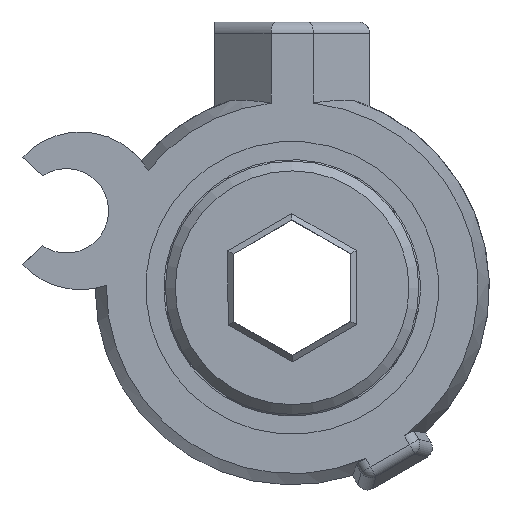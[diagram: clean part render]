
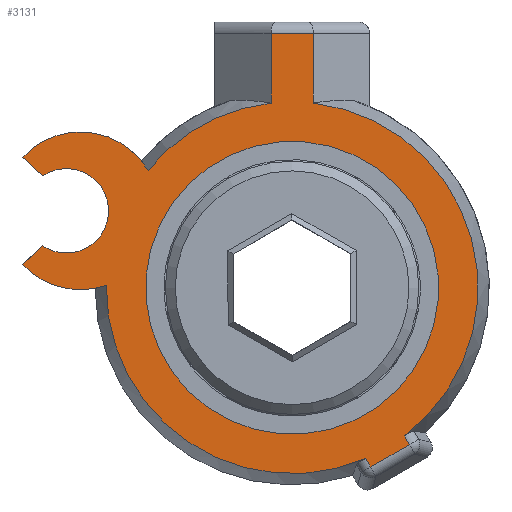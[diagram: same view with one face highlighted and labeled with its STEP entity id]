
A CAD part, front view. The second image highlights one B-rep face of the part: STEP entity #3131.
In plain terms, the highlighted planar face has unit normal (0, -1, 0).
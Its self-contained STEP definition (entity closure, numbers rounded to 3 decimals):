
#155=FACE_BOUND('',#537,.T.);
#209=PLANE('',#3444);
#347=FACE_OUTER_BOUND('',#536,.T.);
#536=EDGE_LOOP('',(#2605,#2606,#2607,#2608,#2609,#2610,#2611,#2612,#2613,
#2614,#2615,#2616,#2617,#2618));
#537=EDGE_LOOP('',(#2619));
#673=LINE('',#4572,#895);
#758=LINE('',#4968,#980);
#807=LINE('',#5200,#1029);
#814=LINE('',#5237,#1036);
#817=LINE('',#5253,#1039);
#829=LINE('',#5310,#1051);
#830=LINE('',#5311,#1052);
#831=LINE('',#5312,#1053);
#895=VECTOR('',#3602,10.);
#980=VECTOR('',#3893,10.);
#1029=VECTOR('',#4120,10.);
#1036=VECTOR('',#4147,10.);
#1039=VECTOR('',#4152,10.);
#1051=VECTOR('',#4214,10.);
#1052=VECTOR('',#4215,10.);
#1053=VECTOR('',#4216,10.);
#1141=CIRCLE('',#3242,2.8);
#1143=CIRCLE('',#3246,2.8);
#1145=CIRCLE('',#3250,1.5);
#1196=CIRCLE('',#3436,6.6);
#1197=CIRCLE('',#3439,6.6);
#1198=CIRCLE('',#3442,6.6);
#1199=CIRCLE('',#3445,5.2);
#1267=VERTEX_POINT('',#4569);
#1268=VERTEX_POINT('',#4571);
#1301=VERTEX_POINT('',#4642);
#1310=VERTEX_POINT('',#4679);
#1311=VERTEX_POINT('',#4684);
#1313=VERTEX_POINT('',#4692);
#1385=VERTEX_POINT('',#4961);
#1387=VERTEX_POINT('',#4967);
#1439=VERTEX_POINT('',#5167);
#1443=VERTEX_POINT('',#5192);
#1455=VERTEX_POINT('',#5226);
#1456=VERTEX_POINT('',#5240);
#1460=VERTEX_POINT('',#5294);
#1461=VERTEX_POINT('',#5306);
#1462=VERTEX_POINT('',#5313);
#1567=EDGE_CURVE('',#1267,#1268,#673,.T.);
#1602=EDGE_CURVE('',#1268,#1301,#1141,.T.);
#1614=EDGE_CURVE('',#1310,#1311,#1143,.T.);
#1619=EDGE_CURVE('',#1267,#1313,#1145,.T.);
#1731=EDGE_CURVE('',#1387,#1385,#758,.T.);
#1832=EDGE_CURVE('',#1443,#1439,#807,.T.);
#1846=EDGE_CURVE('',#1455,#1443,#814,.T.);
#1850=EDGE_CURVE('',#1439,#1456,#817,.T.);
#1868=EDGE_CURVE('',#1460,#1455,#1196,.T.);
#1870=EDGE_CURVE('',#1456,#1310,#1197,.T.);
#1871=EDGE_CURVE('',#1301,#1461,#1198,.T.);
#1873=EDGE_CURVE('',#1461,#1387,#829,.T.);
#1874=EDGE_CURVE('',#1313,#1311,#830,.T.);
#1875=EDGE_CURVE('',#1385,#1460,#831,.T.);
#1876=EDGE_CURVE('',#1462,#1462,#1199,.T.);
#2605=ORIENTED_EDGE('',*,*,#1731,.F.);
#2606=ORIENTED_EDGE('',*,*,#1873,.F.);
#2607=ORIENTED_EDGE('',*,*,#1871,.F.);
#2608=ORIENTED_EDGE('',*,*,#1602,.F.);
#2609=ORIENTED_EDGE('',*,*,#1567,.F.);
#2610=ORIENTED_EDGE('',*,*,#1619,.T.);
#2611=ORIENTED_EDGE('',*,*,#1874,.T.);
#2612=ORIENTED_EDGE('',*,*,#1614,.F.);
#2613=ORIENTED_EDGE('',*,*,#1870,.F.);
#2614=ORIENTED_EDGE('',*,*,#1850,.F.);
#2615=ORIENTED_EDGE('',*,*,#1832,.F.);
#2616=ORIENTED_EDGE('',*,*,#1846,.F.);
#2617=ORIENTED_EDGE('',*,*,#1868,.F.);
#2618=ORIENTED_EDGE('',*,*,#1875,.F.);
#2619=ORIENTED_EDGE('',*,*,#1876,.T.);
#3131=ADVANCED_FACE('',(#347,#155),#209,.F.);
#3242=AXIS2_PLACEMENT_3D('',#4643,#3665,#3666);
#3246=AXIS2_PLACEMENT_3D('',#4685,#3677,#3678);
#3250=AXIS2_PLACEMENT_3D('',#4694,#3688,#3689);
#3436=AXIS2_PLACEMENT_3D('',#5296,#4196,#4197);
#3439=AXIS2_PLACEMENT_3D('',#5303,#4202,#4203);
#3442=AXIS2_PLACEMENT_3D('',#5307,#4208,#4209);
#3444=AXIS2_PLACEMENT_3D('',#5309,#4212,#4213);
#3445=AXIS2_PLACEMENT_3D('',#5314,#4217,#4218);
#3602=DIRECTION('',(-0.731,0.,0.682));
#3665=DIRECTION('center_axis',(0.,1.,0.));
#3666=DIRECTION('ref_axis',(0.906,0.,-0.423));
#3677=DIRECTION('center_axis',(0.,1.,0.));
#3678=DIRECTION('ref_axis',(0.906,0.,-0.423));
#3688=DIRECTION('center_axis',(0.,1.,0.));
#3689=DIRECTION('ref_axis',(1.,0.,0.));
#3893=DIRECTION('',(1.,0.,0.));
#4120=DIRECTION('',(-0.866,0.,-0.5));
#4147=DIRECTION('',(0.503,0.,-0.864));
#4152=DIRECTION('',(-0.503,0.,0.864));
#4196=DIRECTION('center_axis',(0.,1.,0.));
#4197=DIRECTION('ref_axis',(0.906,0.,-0.423));
#4202=DIRECTION('center_axis',(0.,1.,0.));
#4203=DIRECTION('ref_axis',(-0.906,0.,0.423));
#4208=DIRECTION('center_axis',(0.,1.,0.));
#4209=DIRECTION('ref_axis',(-0.906,0.,0.423));
#4212=DIRECTION('center_axis',(0.,1.,0.));
#4213=DIRECTION('ref_axis',(1.,0.,0.));
#4214=DIRECTION('',(0.,0.,1.));
#4215=DIRECTION('',(-0.731,0.,-0.682));
#4216=DIRECTION('',(0.,0.,-1.));
#4217=DIRECTION('center_axis',(0.,1.,0.));
#4218=DIRECTION('ref_axis',(0.906,0.,-0.423));
#4569=CARTESIAN_POINT('',(-8.855,0.,3.977));
#4571=CARTESIAN_POINT('',(-9.567,0.,4.641));
#4572=CARTESIAN_POINT('',(-7.519,0.,2.732));
#4642=CARTESIAN_POINT('',(-5.116,0.,4.169));
#4643=CARTESIAN_POINT('Origin',(-7.519,0.,2.732));
#4679=CARTESIAN_POINT('',(-6.599,0.,0.087));
#4684=CARTESIAN_POINT('',(-9.567,0.,0.822));
#4685=CARTESIAN_POINT('Origin',(-7.519,0.,2.732));
#4692=CARTESIAN_POINT('',(-8.855,0.,1.486));
#4694=CARTESIAN_POINT('Origin',(-8.019,0.,2.732));
#4961=CARTESIAN_POINT('',(0.75,0.,9.037));
#4967=CARTESIAN_POINT('',(-0.75,0.,9.037));
#4968=CARTESIAN_POINT('',(-2.017,0.,9.037));
#5167=CARTESIAN_POINT('',(2.782,0.,-6.369));
#5192=CARTESIAN_POINT('',(4.164,0.,-5.57));
#5200=CARTESIAN_POINT('',(3.405,0.,-6.008));
#5226=CARTESIAN_POINT('',(3.984,0.,-5.262));
#5237=CARTESIAN_POINT('',(0.96,0.,-0.067));
#5240=CARTESIAN_POINT('',(2.604,0.,-6.064));
#5253=CARTESIAN_POINT('',(-0.323,0.,-1.035));
#5294=CARTESIAN_POINT('',(0.75,0.,6.557));
#5296=CARTESIAN_POINT('Origin',(0.,0.,0.));
#5303=CARTESIAN_POINT('Origin',(0.,0.,0.));
#5306=CARTESIAN_POINT('',(-0.75,0.,6.557));
#5307=CARTESIAN_POINT('Origin',(0.,0.,0.));
#5309=CARTESIAN_POINT('Origin',(-1.283,0.,1.055));
#5310=CARTESIAN_POINT('',(-0.75,0.,3.746));
#5311=CARTESIAN_POINT('',(-7.519,0.,2.732));
#5312=CARTESIAN_POINT('',(0.75,0.,5.246));
#5313=CARTESIAN_POINT('',(-4.713,0.,2.198));
#5314=CARTESIAN_POINT('Origin',(0.,0.,0.));
